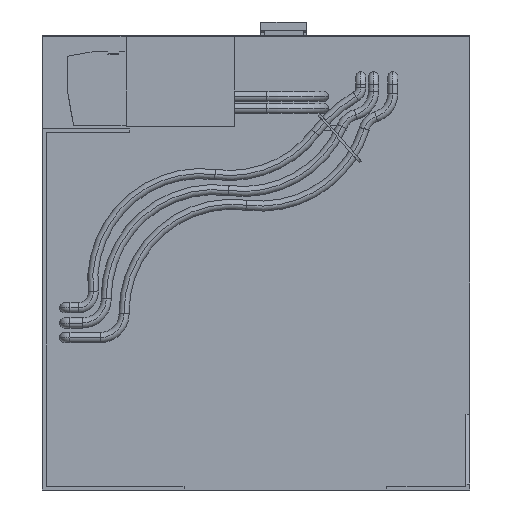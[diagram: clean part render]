
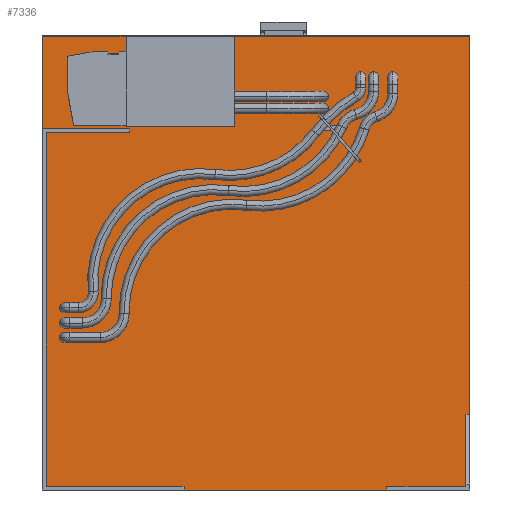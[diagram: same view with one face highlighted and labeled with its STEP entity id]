
A CAD part, left-side view. The second image highlights one B-rep face of the part: STEP entity #7336.
In plain terms, the highlighted planar face has unit normal (-1, 0, 0).
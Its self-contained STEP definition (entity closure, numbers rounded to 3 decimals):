
#7264=AXIS2_PLACEMENT_3D('Plane Axis2P3D',#7261,#7262,#7263) ;
#4674=CARTESIAN_POINT('Vertex',(40.,62.384,150.)) ;
#4677=CARTESIAN_POINT('Line Origine',(40.,62.384,151.)) ;
#4681=CARTESIAN_POINT('Vertex',(40.,62.384,152.)) ;
#4706=CARTESIAN_POINT('Vertex',(40.,64.116,150.)) ;
#4713=CARTESIAN_POINT('Vertex',(40.,64.116,152.)) ;
#4716=CARTESIAN_POINT('Line Origine',(40.,64.116,151.)) ;
#4738=CARTESIAN_POINT('Vertex',(40.,51.384,152.)) ;
#4741=CARTESIAN_POINT('Line Origine',(40.,52.25,152.)) ;
#4745=CARTESIAN_POINT('Vertex',(40.,53.116,152.)) ;
#4753=CARTESIAN_POINT('Line Origine',(40.,63.25,152.)) ;
#4783=CARTESIAN_POINT('Vertex',(40.,53.116,150.)) ;
#4786=CARTESIAN_POINT('Line Origine',(40.,53.116,151.)) ;
#4804=CARTESIAN_POINT('Line Origine',(40.,63.25,150.)) ;
#4809=CARTESIAN_POINT('Line Origine',(40.,52.25,150.)) ;
#4813=CARTESIAN_POINT('Vertex',(40.,51.384,150.)) ;
#4842=CARTESIAN_POINT('Line Origine',(40.,51.384,151.)) ;
#4860=CARTESIAN_POINT('Line Origine',(40.,120.575,151.5)) ;
#4864=CARTESIAN_POINT('Vertex',(40.,143.15,151.5)) ;
#4866=CARTESIAN_POINT('Vertex',(40.,98.,151.5)) ;
#4906=CARTESIAN_POINT('Vertex',(40.,1.5,31.532)) ;
#4909=CARTESIAN_POINT('Line Origine',(40.,1.5,93.25)) ;
#4913=CARTESIAN_POINT('Vertex',(40.,1.5,1.5)) ;
#4936=CARTESIAN_POINT('Line Origine',(40.,18.5,1.5)) ;
#4940=CARTESIAN_POINT('Vertex',(40.,34.5,1.5)) ;
#4942=CARTESIAN_POINT('Vertex',(40.,2.5,1.5)) ;
#4964=CARTESIAN_POINT('Line Origine',(40.,2.,1.5)) ;
#5026=CARTESIAN_POINT('Vertex',(40.,119.,1.5)) ;
#5029=CARTESIAN_POINT('Line Origine',(40.,147.25,1.5)) ;
#5033=CARTESIAN_POINT('Vertex',(40.,175.5,1.5)) ;
#5036=CARTESIAN_POINT('Line Origine',(40.,176.,1.5)) ;
#5040=CARTESIAN_POINT('Vertex',(40.,176.5,1.5)) ;
#5096=CARTESIAN_POINT('Line Origine',(40.,176.5,93.25)) ;
#5100=CARTESIAN_POINT('Vertex',(40.,176.5,149.)) ;
#5135=CARTESIAN_POINT('Line Origine',(40.,159.076,149.)) ;
#5139=CARTESIAN_POINT('Vertex',(40.,141.65,149.)) ;
#5160=CARTESIAN_POINT('Line Origine',(40.,141.65,149.75)) ;
#5164=CARTESIAN_POINT('Vertex',(40.,141.65,150.5)) ;
#5765=CARTESIAN_POINT('Vertex',(40.,0.,31.532)) ;
#5768=CARTESIAN_POINT('Line Origine',(40.,0.75,31.532)) ;
#6238=CARTESIAN_POINT('Vertex',(40.,98.,189.)) ;
#6246=CARTESIAN_POINT('Line Origine',(40.,98.,170.25)) ;
#6293=CARTESIAN_POINT('Vertex',(40.,143.15,189.)) ;
#6296=CARTESIAN_POINT('Line Origine',(40.,143.15,170.25)) ;
#6874=CARTESIAN_POINT('Line Origine',(40.,159.825,150.5)) ;
#6878=CARTESIAN_POINT('Vertex',(40.,178.,150.5)) ;
#7245=CARTESIAN_POINT('Vertex',(40.,34.5,0.)) ;
#7248=CARTESIAN_POINT('Line Origine',(40.,34.5,0.75)) ;
#7261=CARTESIAN_POINT('Axis2P3D Location',(40.,76.75,1.5)) ;
#7266=CARTESIAN_POINT('Line Origine',(40.,119.,0.75)) ;
#7270=CARTESIAN_POINT('Vertex',(40.,119.,0.)) ;
#7273=CARTESIAN_POINT('Line Origine',(40.,76.75,0.)) ;
#7278=CARTESIAN_POINT('Line Origine',(40.,0.,110.266)) ;
#7282=CARTESIAN_POINT('Vertex',(40.,0.,189.)) ;
#7285=CARTESIAN_POINT('Line Origine',(40.,49.,189.)) ;
#7290=CARTESIAN_POINT('Line Origine',(40.,160.575,189.)) ;
#7294=CARTESIAN_POINT('Vertex',(40.,178.,189.)) ;
#7297=CARTESIAN_POINT('Line Origine',(40.,178.,169.75)) ;
#4678=DIRECTION('Vector Direction',(0.,0.,-1.)) ;
#4717=DIRECTION('Vector Direction',(0.,0.,-1.)) ;
#4742=DIRECTION('Vector Direction',(0.,1.,0.)) ;
#4754=DIRECTION('Vector Direction',(0.,1.,0.)) ;
#4787=DIRECTION('Vector Direction',(0.,0.,-1.)) ;
#4805=DIRECTION('Vector Direction',(0.,1.,0.)) ;
#4810=DIRECTION('Vector Direction',(0.,1.,0.)) ;
#4843=DIRECTION('Vector Direction',(0.,0.,-1.)) ;
#4861=DIRECTION('Vector Direction',(0.,-1.,0.)) ;
#4910=DIRECTION('Vector Direction',(0.,0.,1.)) ;
#4937=DIRECTION('Vector Direction',(0.,-1.,0.)) ;
#4965=DIRECTION('Vector Direction',(0.,-1.,0.)) ;
#5030=DIRECTION('Vector Direction',(0.,1.,0.)) ;
#5037=DIRECTION('Vector Direction',(0.,-1.,0.)) ;
#5097=DIRECTION('Vector Direction',(0.,0.,1.)) ;
#5136=DIRECTION('Vector Direction',(0.,-1.,0.)) ;
#5161=DIRECTION('Vector Direction',(0.,0.,1.)) ;
#5769=DIRECTION('Vector Direction',(0.,1.,0.)) ;
#6247=DIRECTION('Vector Direction',(0.,0.,-1.)) ;
#6297=DIRECTION('Vector Direction',(0.,0.,1.)) ;
#6875=DIRECTION('Vector Direction',(0.,1.,0.)) ;
#7249=DIRECTION('Vector Direction',(0.,0.,1.)) ;
#7262=DIRECTION('Axis2P3D Direction',(-1.,0.,0.)) ;
#7263=DIRECTION('Axis2P3D XDirection',(0.,-1.,0.)) ;
#7267=DIRECTION('Vector Direction',(0.,0.,1.)) ;
#7274=DIRECTION('Vector Direction',(0.,1.,0.)) ;
#7279=DIRECTION('Vector Direction',(0.,0.,-1.)) ;
#7286=DIRECTION('Vector Direction',(0.,1.,0.)) ;
#7291=DIRECTION('Vector Direction',(0.,-1.,0.)) ;
#7298=DIRECTION('Vector Direction',(0.,0.,-1.)) ;
#4679=VECTOR('Line Direction',#4678,1.) ;
#4718=VECTOR('Line Direction',#4717,1.) ;
#4743=VECTOR('Line Direction',#4742,1.) ;
#4755=VECTOR('Line Direction',#4754,1.) ;
#4788=VECTOR('Line Direction',#4787,1.) ;
#4806=VECTOR('Line Direction',#4805,1.) ;
#4811=VECTOR('Line Direction',#4810,1.) ;
#4844=VECTOR('Line Direction',#4843,1.) ;
#4862=VECTOR('Line Direction',#4861,1.) ;
#4911=VECTOR('Line Direction',#4910,1.) ;
#4938=VECTOR('Line Direction',#4937,1.) ;
#4966=VECTOR('Line Direction',#4965,1.) ;
#5031=VECTOR('Line Direction',#5030,1.) ;
#5038=VECTOR('Line Direction',#5037,1.) ;
#5098=VECTOR('Line Direction',#5097,1.) ;
#5137=VECTOR('Line Direction',#5136,1.) ;
#5162=VECTOR('Line Direction',#5161,1.) ;
#5770=VECTOR('Line Direction',#5769,1.) ;
#6248=VECTOR('Line Direction',#6247,1.) ;
#6298=VECTOR('Line Direction',#6297,1.) ;
#6876=VECTOR('Line Direction',#6875,1.) ;
#7250=VECTOR('Line Direction',#7249,1.) ;
#7268=VECTOR('Line Direction',#7267,1.) ;
#7275=VECTOR('Line Direction',#7274,1.) ;
#7280=VECTOR('Line Direction',#7279,1.) ;
#7287=VECTOR('Line Direction',#7286,1.) ;
#7292=VECTOR('Line Direction',#7291,1.) ;
#7299=VECTOR('Line Direction',#7298,1.) ;
#7303=ORIENTED_EDGE('',*,*,#5102,.T.) ;
#7304=ORIENTED_EDGE('',*,*,#5042,.T.) ;
#7305=ORIENTED_EDGE('',*,*,#5035,.T.) ;
#7306=ORIENTED_EDGE('',*,*,#7272,.F.) ;
#7307=ORIENTED_EDGE('',*,*,#7277,.T.) ;
#7308=ORIENTED_EDGE('',*,*,#7252,.T.) ;
#7309=ORIENTED_EDGE('',*,*,#4944,.T.) ;
#7310=ORIENTED_EDGE('',*,*,#4968,.T.) ;
#7311=ORIENTED_EDGE('',*,*,#4915,.F.) ;
#7312=ORIENTED_EDGE('',*,*,#5772,.F.) ;
#7313=ORIENTED_EDGE('',*,*,#7284,.T.) ;
#7314=ORIENTED_EDGE('',*,*,#7289,.F.) ;
#7315=ORIENTED_EDGE('',*,*,#6250,.T.) ;
#7316=ORIENTED_EDGE('',*,*,#4868,.F.) ;
#7317=ORIENTED_EDGE('',*,*,#6300,.T.) ;
#7318=ORIENTED_EDGE('',*,*,#7296,.F.) ;
#7319=ORIENTED_EDGE('',*,*,#7301,.T.) ;
#7320=ORIENTED_EDGE('',*,*,#6880,.F.) ;
#7321=ORIENTED_EDGE('',*,*,#5166,.F.) ;
#7322=ORIENTED_EDGE('',*,*,#5141,.T.) ;
#7325=ORIENTED_EDGE('',*,*,#4846,.T.) ;
#7326=ORIENTED_EDGE('',*,*,#4815,.T.) ;
#7327=ORIENTED_EDGE('',*,*,#4790,.F.) ;
#7328=ORIENTED_EDGE('',*,*,#4747,.F.) ;
#7331=ORIENTED_EDGE('',*,*,#4808,.T.) ;
#7332=ORIENTED_EDGE('',*,*,#4720,.F.) ;
#7333=ORIENTED_EDGE('',*,*,#4757,.F.) ;
#7334=ORIENTED_EDGE('',*,*,#4683,.T.) ;
#7329=FACE_BOUND('',#7324,.T.) ;
#7335=FACE_BOUND('',#7330,.T.) ;
#7336=ADVANCED_FACE('BATTERIE',(#7323,#7329,#7335),#7265,.T.) ;
#4683=EDGE_CURVE('',#4682,#4675,#4680,.T.) ;
#4720=EDGE_CURVE('',#4714,#4707,#4719,.T.) ;
#4747=EDGE_CURVE('',#4739,#4746,#4744,.T.) ;
#4757=EDGE_CURVE('',#4682,#4714,#4756,.T.) ;
#4790=EDGE_CURVE('',#4746,#4784,#4789,.T.) ;
#4808=EDGE_CURVE('',#4675,#4707,#4807,.T.) ;
#4815=EDGE_CURVE('',#4814,#4784,#4812,.T.) ;
#4846=EDGE_CURVE('',#4739,#4814,#4845,.T.) ;
#4868=EDGE_CURVE('',#4865,#4867,#4863,.T.) ;
#4915=EDGE_CURVE('',#4907,#4914,#4912,.F.) ;
#4944=EDGE_CURVE('',#4941,#4943,#4939,.T.) ;
#4968=EDGE_CURVE('',#4943,#4914,#4967,.T.) ;
#5035=EDGE_CURVE('',#5034,#5027,#5032,.F.) ;
#5042=EDGE_CURVE('',#5041,#5034,#5039,.T.) ;
#5102=EDGE_CURVE('',#5101,#5041,#5099,.F.) ;
#5141=EDGE_CURVE('',#5140,#5101,#5138,.F.) ;
#5166=EDGE_CURVE('',#5140,#5165,#5163,.T.) ;
#5772=EDGE_CURVE('',#5766,#4907,#5771,.T.) ;
#6250=EDGE_CURVE('',#6239,#4867,#6249,.T.) ;
#6300=EDGE_CURVE('',#4865,#6294,#6299,.T.) ;
#6880=EDGE_CURVE('',#5165,#6879,#6877,.T.) ;
#7252=EDGE_CURVE('',#7246,#4941,#7251,.T.) ;
#7272=EDGE_CURVE('',#7271,#5027,#7269,.T.) ;
#7277=EDGE_CURVE('',#7271,#7246,#7276,.F.) ;
#7284=EDGE_CURVE('',#5766,#7283,#7281,.F.) ;
#7289=EDGE_CURVE('',#6239,#7283,#7288,.F.) ;
#7296=EDGE_CURVE('',#7295,#6294,#7293,.T.) ;
#7301=EDGE_CURVE('',#7295,#6879,#7300,.T.) ;
#7302=EDGE_LOOP('',(#7303,#7304,#7305,#7306,#7307,#7308,#7309,#7310,#7311,#7312,#7313,#7314,#7315,#7316,#7317,#7318,#7319,#7320,#7321,#7322)) ;
#7324=EDGE_LOOP('',(#7325,#7326,#7327,#7328)) ;
#7330=EDGE_LOOP('',(#7331,#7332,#7333,#7334)) ;
#7323=FACE_OUTER_BOUND('',#7302,.T.) ;
#4680=LINE('Line',#4677,#4679) ;
#4719=LINE('Line',#4716,#4718) ;
#4744=LINE('Line',#4741,#4743) ;
#4756=LINE('Line',#4753,#4755) ;
#4789=LINE('Line',#4786,#4788) ;
#4807=LINE('Line',#4804,#4806) ;
#4812=LINE('Line',#4809,#4811) ;
#4845=LINE('Line',#4842,#4844) ;
#4863=LINE('Line',#4860,#4862) ;
#4912=LINE('Line',#4909,#4911) ;
#4939=LINE('Line',#4936,#4938) ;
#4967=LINE('Line',#4964,#4966) ;
#5032=LINE('Line',#5029,#5031) ;
#5039=LINE('Line',#5036,#5038) ;
#5099=LINE('Line',#5096,#5098) ;
#5138=LINE('Line',#5135,#5137) ;
#5163=LINE('Line',#5160,#5162) ;
#5771=LINE('Line',#5768,#5770) ;
#6249=LINE('Line',#6246,#6248) ;
#6299=LINE('Line',#6296,#6298) ;
#6877=LINE('Line',#6874,#6876) ;
#7251=LINE('Line',#7248,#7250) ;
#7269=LINE('Line',#7266,#7268) ;
#7276=LINE('Line',#7273,#7275) ;
#7281=LINE('Line',#7278,#7280) ;
#7288=LINE('Line',#7285,#7287) ;
#7293=LINE('Line',#7290,#7292) ;
#7300=LINE('Line',#7297,#7299) ;
#7265=PLANE('',#7264) ;
#4675=VERTEX_POINT('',#4674) ;
#4682=VERTEX_POINT('',#4681) ;
#4707=VERTEX_POINT('',#4706) ;
#4714=VERTEX_POINT('',#4713) ;
#4739=VERTEX_POINT('',#4738) ;
#4746=VERTEX_POINT('',#4745) ;
#4784=VERTEX_POINT('',#4783) ;
#4814=VERTEX_POINT('',#4813) ;
#4865=VERTEX_POINT('',#4864) ;
#4867=VERTEX_POINT('',#4866) ;
#4907=VERTEX_POINT('',#4906) ;
#4914=VERTEX_POINT('',#4913) ;
#4941=VERTEX_POINT('',#4940) ;
#4943=VERTEX_POINT('',#4942) ;
#5027=VERTEX_POINT('',#5026) ;
#5034=VERTEX_POINT('',#5033) ;
#5041=VERTEX_POINT('',#5040) ;
#5101=VERTEX_POINT('',#5100) ;
#5140=VERTEX_POINT('',#5139) ;
#5165=VERTEX_POINT('',#5164) ;
#5766=VERTEX_POINT('',#5765) ;
#6239=VERTEX_POINT('',#6238) ;
#6294=VERTEX_POINT('',#6293) ;
#6879=VERTEX_POINT('',#6878) ;
#7246=VERTEX_POINT('',#7245) ;
#7271=VERTEX_POINT('',#7270) ;
#7283=VERTEX_POINT('',#7282) ;
#7295=VERTEX_POINT('',#7294) ;
